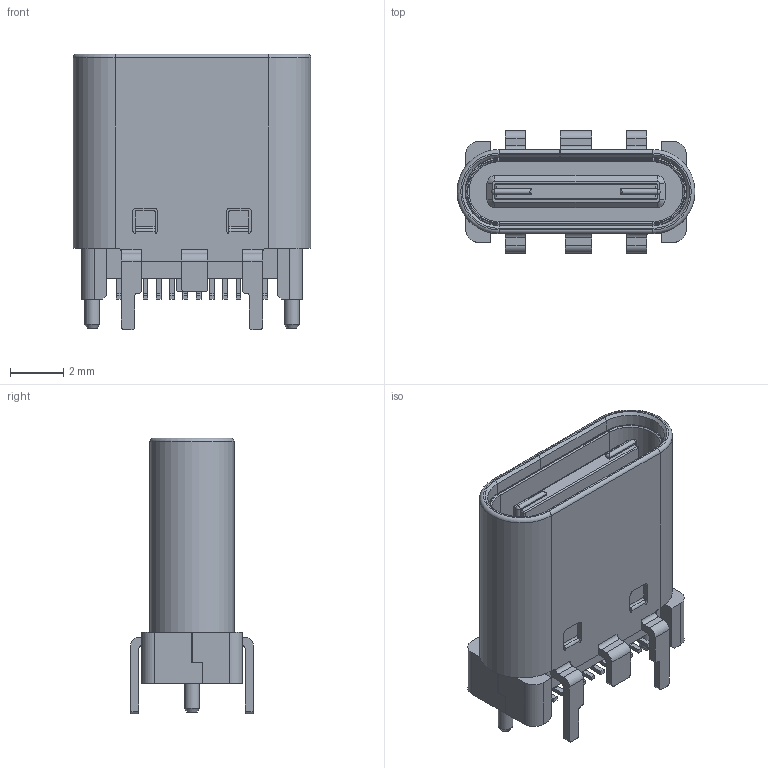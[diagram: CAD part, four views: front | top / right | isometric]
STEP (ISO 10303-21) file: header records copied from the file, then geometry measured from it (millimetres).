
FILE_DESCRIPTION(/* description */ (''),/* implementation_level */ '2;1');
FILE_NAME(/* name */ 'XKB-U263-24XN-4BQC11.step',/* time_stamp */ '2019-10-18T00:15:42+02:00',/* author */ (''),/* organization */ (''),/* preprocessor_version */ 'ST-DEVELOPER v18',/* originating_system */ 'Autodesk Translation Framework v8.6.0.1094',/* authorisation */ '');
FILE_SCHEMA (('AUTOMOTIVE_DESIGN { 1 0 10303 214 3 1 1 }'));
Length unit declared in the file: millimetre
Products named in the file (1): EB-500-5010
Bounding box: 8.94 x 4.6 x 10.35 mm (x, y, z)
Volume: 135.9 mm3; surface area: 945.6 mm2
Topology: 30 solids, 30 shells, 696 faces, 1856 edges, 1216 vertices
Faces by surface type: plane 480, cylinder 196, cone 8, sphere 6, torus 6
Full cylindrical faces by diameter (mm): 0.55 x2
Entity records: 21567 total; most frequent: CARTESIAN_POINT 3797, ORIENTED_EDGE 3696, DIRECTION 3648, EDGE_CURVE 1848, LINE 1434, VECTOR 1434, VERTEX_POINT 1216, AXIS2_PLACEMENT_3D 1107
